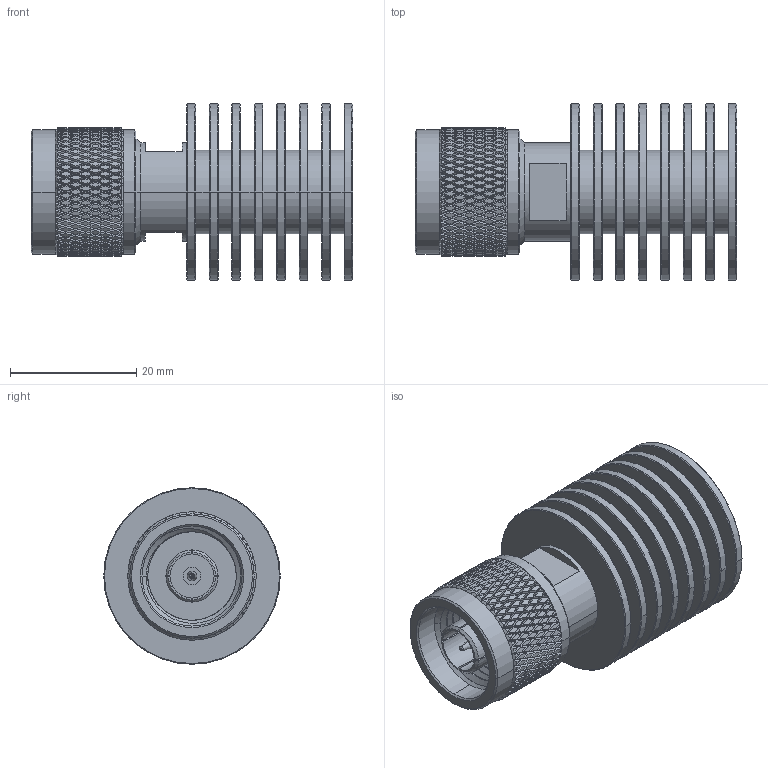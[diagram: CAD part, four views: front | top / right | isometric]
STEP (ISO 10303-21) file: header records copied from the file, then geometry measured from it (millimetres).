
FILE_DESCRIPTION (( 'STEP AP203' ), '1' );
FILE_NAME ('ST6N105.step', '2018-07-20T15:51:08', ( '' ), ( '' ), 'SwSTEP 2.0', 'SolidWorks 2017', '' );
FILE_SCHEMA (( 'CONFIG_CONTROL_DESIGN' ));
Products named in the file (1): ST6N105
Bounding box: 51 x 28 x 28 mm (x, y, z)
Volume: 13878.7 mm3; surface area: 12526.1 mm2
Topology: 1 solids, 1 shells, 2361 faces, 5029 edges, 2692 vertices
Faces by surface type: bspline 1765, cylinder 499, cone 53, plane 44
Entity records: 84863 total; most frequent: CARTESIAN_POINT 53550, ORIENTED_EDGE 10058, EDGE_CURVE 5029, VERTEX_POINT 2692, EDGE_LOOP 2383, ADVANCED_FACE 2361, FACE_OUTER_BOUND 2361, B_SPLINE_CURVE_WITH_KNOTS 2160
